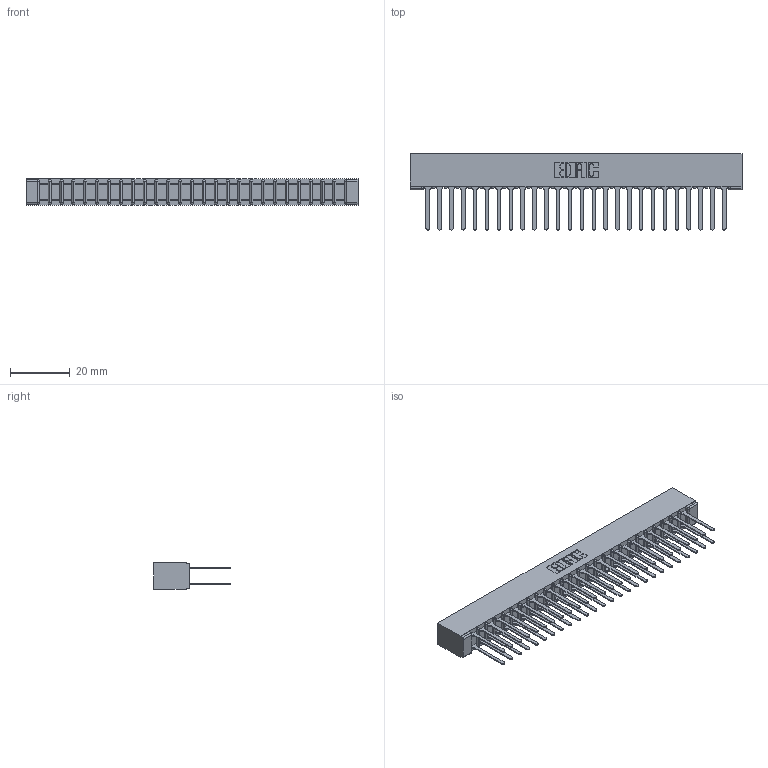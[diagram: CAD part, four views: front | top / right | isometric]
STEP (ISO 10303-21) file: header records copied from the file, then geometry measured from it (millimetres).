
FILE_DESCRIPTION (( 'STEP AP203' ), '1' );
FILE_NAME ('307-052-542-201.STEP', '2019-09-06T12:14:44', ( '' ), ( '' ), 'SwSTEP 2.0', 'SolidWorks 2016', '' );
FILE_SCHEMA (( 'CONFIG_CONTROL_DESIGN' ));
Length unit declared in the file: inch
Products named in the file (3): 307-290-001_542; 307-052-542-201; 307 Part_No Mounting Lugs
Assembly tree (53 placements, depth 2):
  307-052-542-201
    307 Part_No Mounting Lugs
    307-290-001_542  x52
Bounding box: 110.9 x 25.43 x 8.71 mm (x, y, z)
Volume: 7685.1 mm3; surface area: 15359.2 mm2
Topology: 53 solids, 53 shells, 2529 faces, 7059 edges, 4562 vertices
Faces by surface type: plane 1678, cylinder 797, sphere 54
Entity records: 24784 total; most frequent: CARTESIAN_POINT 4054, ORIENTED_EDGE 4014, DIRECTION 3977, EDGE_CURVE 2007, VECTOR 1535, LINE 1535, VERTEX_POINT 1298, AXIS2_PLACEMENT_3D 1221
